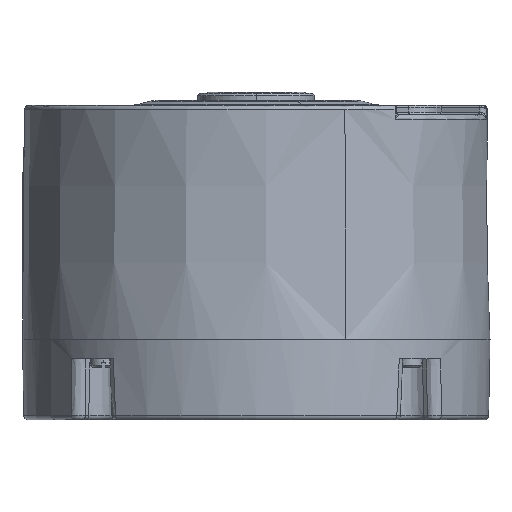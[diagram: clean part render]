
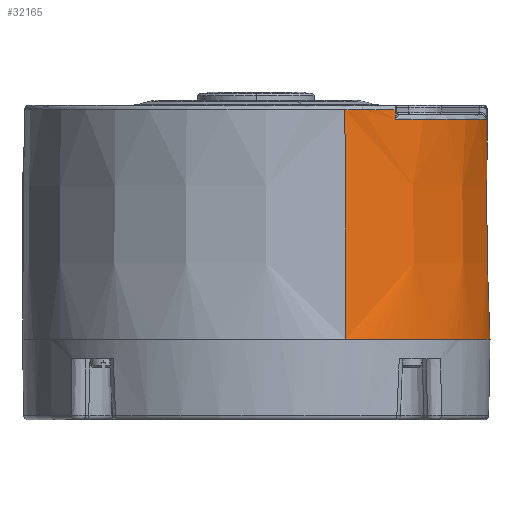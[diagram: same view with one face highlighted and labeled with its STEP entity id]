
A CAD part, front view. The second image highlights one B-rep face of the part: STEP entity #32165.
In plain terms, the highlighted conical face has half-angle 0.5 degrees and reference radius 49.531 mm.
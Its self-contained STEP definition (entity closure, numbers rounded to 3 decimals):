
#7437=CARTESIAN_POINT('',(0.,0.,-87.4));
#7438=DIRECTION('',(0.,0.,-1.));
#7439=DIRECTION('',(-0.383,0.924,0.));
#7440=AXIS2_PLACEMENT_3D('',#7437,#7438,#7439);
#7442=CARTESIAN_POINT('',(-15.09,47.4,-87.4));
#7443=CARTESIAN_POINT('',(-15.056,47.4,-86.239));
#7444=CARTESIAN_POINT('',(-14.989,47.4,-83.929));
#7445=CARTESIAN_POINT('',(-14.89,47.4,-80.495));
#7446=CARTESIAN_POINT('',(-14.824,47.4,-78.228));
#7447=CARTESIAN_POINT('',(-14.791,47.4,-77.1));
#7449=CARTESIAN_POINT('',(0.,0.,-77.1));
#7450=DIRECTION('',(0.,0.,-1.));
#7451=DIRECTION('',(-0.298,0.955,0.));
#7452=AXIS2_PLACEMENT_3D('',#7449,#7450,#7451);
#7454=CARTESIAN_POINT('',(14.791,47.4,-77.1));
#7455=CARTESIAN_POINT('',(14.824,47.4,-78.228));
#7456=CARTESIAN_POINT('',(14.89,47.4,-80.495));
#7457=CARTESIAN_POINT('',(14.989,47.4,-83.929));
#7458=CARTESIAN_POINT('',(15.056,47.4,-86.239));
#7459=CARTESIAN_POINT('',(15.09,47.4,-87.4));
#7461=CARTESIAN_POINT('',(0.,0.,-87.4));
#7462=DIRECTION('',(0.,0.,-1.));
#7463=DIRECTION('',(0.303,0.953,0.));
#7464=AXIS2_PLACEMENT_3D('',#7461,#7462,#7463);
#7466=DIRECTION('',(0.003,-0.008,-1.));
#7467=VECTOR('',#7466,48.811);
#7468=CARTESIAN_POINT('',(18.873,-45.564,
-38.591));
#7469=LINE('',#7468,#7467);
#7470=CARTESIAN_POINT('',(0.,0.,-38.591));
#7471=DIRECTION('',(0.,0.,1.));
#7472=DIRECTION('',(0.383,-0.924,0.));
#7473=AXIS2_PLACEMENT_3D('',#7470,#7471,#7472);
#7475=CARTESIAN_POINT('',(29.542,-39.491,
-38.591));
#7476=CARTESIAN_POINT('',(29.55,-39.487,
-38.813));
#7477=CARTESIAN_POINT('',(29.568,-39.479,
-39.258));
#7478=CARTESIAN_POINT('',(29.594,-39.466,
-39.924));
#7479=CARTESIAN_POINT('',(29.612,-39.458,
-40.369));
#7480=CARTESIAN_POINT('',(29.62,-39.454,
-40.591));
#7482=CARTESIAN_POINT('',(0.,0.,-40.591));
#7483=DIRECTION('',(0.,0.,1.));
#7484=DIRECTION('',(0.6,-0.8,0.));
#7485=AXIS2_PLACEMENT_3D('',#7482,#7483,#7484);
#7487=CARTESIAN_POINT('',(48.978,-5.925,
-40.591));
#7488=CARTESIAN_POINT('',(48.978,-5.915,
-40.369));
#7489=CARTESIAN_POINT('',(48.976,-5.896,
-39.924));
#7490=CARTESIAN_POINT('',(48.974,-5.867,
-39.258));
#7491=CARTESIAN_POINT('',(48.972,-5.848,
-38.813));
#7492=CARTESIAN_POINT('',(48.971,-5.838,
-38.591));
#7494=CARTESIAN_POINT('',(0.,0.,-38.591));
#7495=DIRECTION('',(0.,0.,1.));
#7496=DIRECTION('',(0.993,-0.118,0.));
#7497=AXIS2_PLACEMENT_3D('',#7494,#7495,#7496);
#7499=DIRECTION('',(-0.003,0.008,-1.));
#7500=VECTOR('',#7499,48.811);
#7501=CARTESIAN_POINT('',(-18.873,45.564,
-38.591));
#7502=LINE('',#7501,#7500);
#7526=CARTESIAN_POINT('',(29.542,-39.491,
-38.591));
#7609=CARTESIAN_POINT('',(29.62,-39.454,
-40.591));
#7804=CARTESIAN_POINT('',(48.971,-5.838,
-38.591));
#7865=CARTESIAN_POINT('',(48.978,-5.925,
-40.591));
#23818=CARTESIAN_POINT('',(-18.873,45.564,
-38.591));
#23819=CARTESIAN_POINT('',(18.873,-45.564,
-38.591));
#23820=VERTEX_POINT('',#23818);
#23821=VERTEX_POINT('',#23819);
#23823=VERTEX_POINT('',#7609);
#23849=VERTEX_POINT('',#7865);
#23851=VERTEX_POINT('',#7526);
#23877=VERTEX_POINT('',#7804);
#24575=CARTESIAN_POINT('',(-14.791,47.4,-77.1));
#24576=CARTESIAN_POINT('',(14.791,47.4,-77.1));
#24577=VERTEX_POINT('',#24575);
#24578=VERTEX_POINT('',#24576);
#25617=CARTESIAN_POINT('',(19.036,-45.957,
-87.4));
#25618=CARTESIAN_POINT('',(-19.036,45.957,
-87.4));
#25619=VERTEX_POINT('',#25617);
#25620=VERTEX_POINT('',#25618);
#25621=CARTESIAN_POINT('',(-15.09,47.4,-87.4));
#25622=VERTEX_POINT('',#25621);
#25623=CARTESIAN_POINT('',(15.09,47.4,-87.4));
#25624=VERTEX_POINT('',#25623);
#32138=CARTESIAN_POINT('',(0.,0.,-62.996));
#32139=DIRECTION('',(0.,0.,-1.));
#32140=DIRECTION('',(0.383,-0.924,0.));
#32141=AXIS2_PLACEMENT_3D('',#32138,#32139,#32140);
#32142=CONICAL_SURFACE('',#32141,49.531,0.5);
#32143=ORIENTED_EDGE('',*,*,#28668,.T.);
#32145=ORIENTED_EDGE('',*,*,#32144,.T.);
#32147=ORIENTED_EDGE('',*,*,#32146,.T.);
#32149=ORIENTED_EDGE('',*,*,#32148,.T.);
#32150=ORIENTED_EDGE('',*,*,#28664,.T.);
#32151=ORIENTED_EDGE('',*,*,#28622,.F.);
#32153=ORIENTED_EDGE('',*,*,#32152,.T.);
#32155=ORIENTED_EDGE('',*,*,#32154,.T.);
#32157=ORIENTED_EDGE('',*,*,#32156,.T.);
#32159=ORIENTED_EDGE('',*,*,#32158,.T.);
#32161=ORIENTED_EDGE('',*,*,#32160,.T.);
#32162=ORIENTED_EDGE('',*,*,#28618,.T.);
#32163=EDGE_LOOP('',(#32143,#32145,#32147,#32149,#32150,#32151,#32153,#32155,
#32157,#32159,#32161,#32162));
#32164=FACE_OUTER_BOUND('',#32163,.F.);
#7441=CIRCLE('',#7440,49.744);
#7448=B_SPLINE_CURVE_WITH_KNOTS('',3,(#7442,#7443,#7444,#7445,#7446,#7447),
.UNSPECIFIED.,.F.,.F.,(4,1,1,4),(0.,0.333,0.667,1.),
.UNSPECIFIED.);
#7453=CIRCLE('',#7452,49.654);
#7460=B_SPLINE_CURVE_WITH_KNOTS('',3,(#7454,#7455,#7456,#7457,#7458,#7459),
.UNSPECIFIED.,.F.,.F.,(4,1,1,4),(0.,0.333,0.667,1.),
.UNSPECIFIED.);
#7465=CIRCLE('',#7464,49.744);
#7474=CIRCLE('',#7473,49.318);
#7481=B_SPLINE_CURVE_WITH_KNOTS('',3,(#7475,#7476,#7477,#7478,#7479,#7480),
.UNSPECIFIED.,.F.,.F.,(4,1,1,4),(0.,0.333,0.667,1.),
.UNSPECIFIED.);
#7486=CIRCLE('',#7485,49.335);
#7493=B_SPLINE_CURVE_WITH_KNOTS('',3,(#7487,#7488,#7489,#7490,#7491,#7492),
.UNSPECIFIED.,.F.,.F.,(4,1,1,4),(0.,0.333,0.667,1.),
.UNSPECIFIED.);
#7498=CIRCLE('',#7497,49.318);
#28618=EDGE_CURVE('',#23820,#25620,#7502,.T.);
#28622=EDGE_CURVE('',#23821,#25619,#7469,.T.);
#28664=EDGE_CURVE('',#25624,#25619,#7465,.T.);
#28668=EDGE_CURVE('',#25620,#25622,#7441,.T.);
#32144=EDGE_CURVE('',#25622,#24577,#7448,.T.);
#32146=EDGE_CURVE('',#24577,#24578,#7453,.T.);
#32148=EDGE_CURVE('',#24578,#25624,#7460,.T.);
#32152=EDGE_CURVE('',#23821,#23851,#7474,.T.);
#32154=EDGE_CURVE('',#23851,#23823,#7481,.T.);
#32156=EDGE_CURVE('',#23823,#23849,#7486,.T.);
#32158=EDGE_CURVE('',#23849,#23877,#7493,.T.);
#32160=EDGE_CURVE('',#23877,#23820,#7498,.T.);
#32165=ADVANCED_FACE('',(#32164),#32142,.T.);
